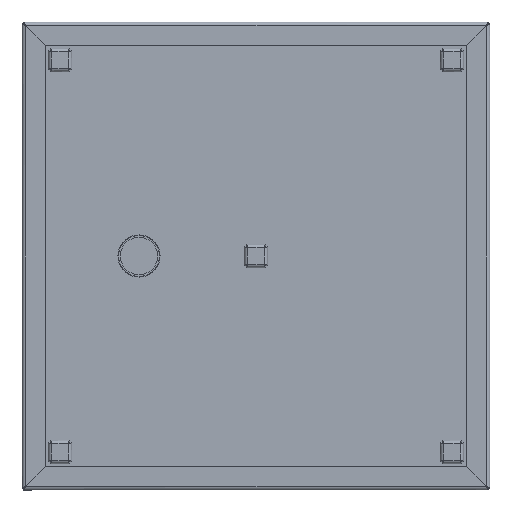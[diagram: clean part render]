
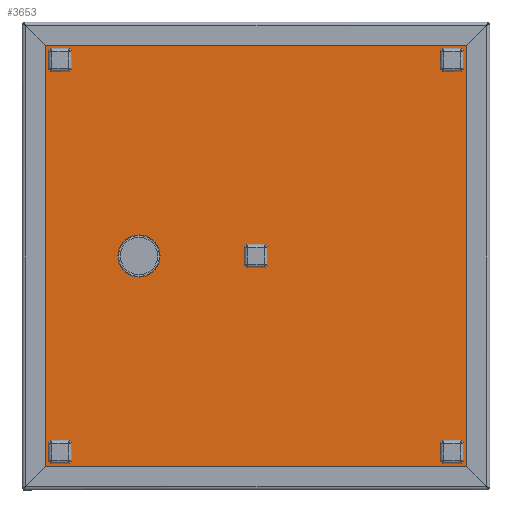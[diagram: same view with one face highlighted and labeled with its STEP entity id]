
A CAD part, front view. The second image highlights one B-rep face of the part: STEP entity #3653.
In plain terms, the highlighted planar face has unit normal (0, -1, 0).
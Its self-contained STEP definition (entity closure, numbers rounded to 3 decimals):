
#37 = EDGE_LOOP ( 'NONE', ( #975, #750 ) ) ;
#91 = VERTEX_POINT ( 'NONE', #4829 ) ;
#487 = DIRECTION ( 'NONE',  ( 0., 1., 0. ) ) ;
#500 = CARTESIAN_POINT ( 'NONE',  ( -394., -3., -394. ) ) ;
#584 = LINE ( 'NONE', #612, #3530 ) ;
#599 = CARTESIAN_POINT ( 'NONE',  ( 394., -3., 394. ) ) ;
#612 = CARTESIAN_POINT ( 'NONE',  ( -394., -3., -394. ) ) ;
#750 = ORIENTED_EDGE ( 'NONE', *, *, #1548, .T. ) ;
#751 = VECTOR ( 'NONE', #5488, 1000. ) ;
#814 = FACE_OUTER_BOUND ( 'NONE', #1542, .T. ) ;
#827 = AXIS2_PLACEMENT_3D ( 'NONE', #4734, #5243, #3473 ) ;
#832 = CARTESIAN_POINT ( 'NONE',  ( 394., -3., -394. ) ) ;
#860 = CARTESIAN_POINT ( 'NONE',  ( -200., -3., -36. ) ) ;
#937 = VERTEX_POINT ( 'NONE', #3901 ) ;
#975 = ORIENTED_EDGE ( 'NONE', *, *, #5044, .T. ) ;
#1192 = CARTESIAN_POINT ( 'NONE',  ( -394., -3., 394. ) ) ;
#1268 = DIRECTION ( 'NONE',  ( 0., 0., -1. ) ) ;
#1538 = EDGE_CURVE ( 'NONE', #5270, #91, #2606, .T. ) ;
#1542 = EDGE_LOOP ( 'NONE', ( #3444, #3057, #2852, #3414 ) ) ;
#1548 = EDGE_CURVE ( 'NONE', #4535, #2323, #1671, .T. ) ;
#1671 = CIRCLE ( 'NONE', #827, 36. ) ;
#1786 = DIRECTION ( 'NONE',  ( 0., 0., 1. ) ) ;
#1910 = DIRECTION ( 'NONE',  ( -1., 0., 0. ) ) ;
#2323 = VERTEX_POINT ( 'NONE', #3316 ) ;
#2606 = LINE ( 'NONE', #832, #3167 ) ;
#2676 = CARTESIAN_POINT ( 'NONE',  ( 0., -3., 0. ) ) ;
#2704 = CARTESIAN_POINT ( 'NONE',  ( -200., -3., 0. ) ) ;
#2731 = DIRECTION ( 'NONE',  ( 0., 0., 1. ) ) ;
#2760 = AXIS2_PLACEMENT_3D ( 'NONE', #2704, #487, #2731 ) ;
#2852 = ORIENTED_EDGE ( 'NONE', *, *, #4423, .F. ) ;
#2913 = AXIS2_PLACEMENT_3D ( 'NONE', #2676, #3961, #1786 ) ;
#3057 = ORIENTED_EDGE ( 'NONE', *, *, #3735, .F. ) ;
#3167 = VECTOR ( 'NONE', #1268, 1000. ) ;
#3316 = CARTESIAN_POINT ( 'NONE',  ( -200., -3., 36. ) ) ;
#3414 = ORIENTED_EDGE ( 'NONE', *, *, #4596, .F. ) ;
#3444 = ORIENTED_EDGE ( 'NONE', *, *, #1538, .F. ) ;
#3473 = DIRECTION ( 'NONE',  ( 0., 0., 1. ) ) ;
#3530 = VECTOR ( 'NONE', #1910, 1000. ) ;
#3634 = LINE ( 'NONE', #5431, #751 ) ;
#3646 = DIRECTION ( 'NONE',  ( 0., 0., 1. ) ) ;
#3653 = ADVANCED_FACE ( 'NONE', ( #4898, #814 ), #5399, .F. ) ;
#3721 = VECTOR ( 'NONE', #3646, 1000. ) ;
#3735 = EDGE_CURVE ( 'NONE', #3943, #5270, #3634, .T. ) ;
#3901 = CARTESIAN_POINT ( 'NONE',  ( -394., -3., -394. ) ) ;
#3943 = VERTEX_POINT ( 'NONE', #1192 ) ;
#3961 = DIRECTION ( 'NONE',  ( 0., 1., 0. ) ) ;
#4423 = EDGE_CURVE ( 'NONE', #937, #3943, #5440, .T. ) ;
#4535 = VERTEX_POINT ( 'NONE', #860 ) ;
#4596 = EDGE_CURVE ( 'NONE', #91, #937, #584, .T. ) ;
#4734 = CARTESIAN_POINT ( 'NONE',  ( -200., -3., 0. ) ) ;
#4829 = CARTESIAN_POINT ( 'NONE',  ( 394., -3., -394. ) ) ;
#4898 = FACE_BOUND ( 'NONE', #37, .T. ) ;
#5044 = EDGE_CURVE ( 'NONE', #2323, #4535, #5288, .T. ) ;
#5243 = DIRECTION ( 'NONE',  ( 0., 1., 0. ) ) ;
#5270 = VERTEX_POINT ( 'NONE', #599 ) ;
#5288 = CIRCLE ( 'NONE', #2760, 36. ) ;
#5399 = PLANE ( 'NONE',  #2913 ) ;
#5431 = CARTESIAN_POINT ( 'NONE',  ( -394., -3., 394. ) ) ;
#5440 = LINE ( 'NONE', #500, #3721 ) ;
#5488 = DIRECTION ( 'NONE',  ( 1., 0., 0. ) ) ;
